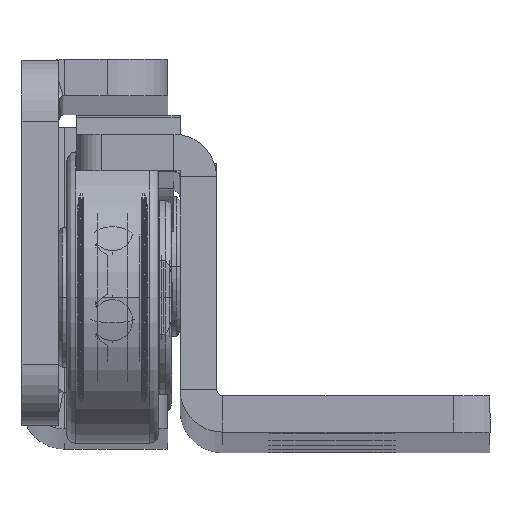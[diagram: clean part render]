
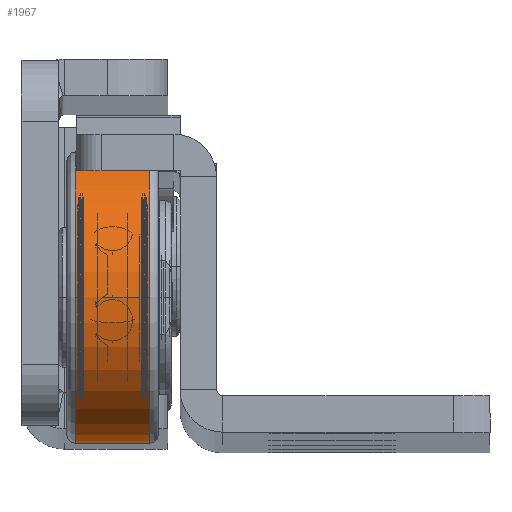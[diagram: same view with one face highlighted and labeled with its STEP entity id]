
A CAD part, top view. The second image highlights one B-rep face of the part: STEP entity #1967.
In plain terms, the highlighted cylindrical face has radius 12 mm (diameter 24 mm), a partial arc.
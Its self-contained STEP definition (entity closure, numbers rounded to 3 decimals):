
#841 = CARTESIAN_POINT ( 'NONE',  ( 3.05, 0., 0. ) ) ;
#992 = DIRECTION ( 'NONE',  ( -1., 0., 0. ) ) ;
#1565 = ORIENTED_EDGE ( 'NONE', *, *, #11890, .F. ) ;
#1939 = AXIS2_PLACEMENT_3D ( 'NONE', #841, #10423, #5786 ) ;
#1967 = ADVANCED_FACE ( 'NONE', ( #4664 ), #12939, .T. ) ;
#1968 = EDGE_CURVE ( 'NONE', #7962, #2032, #15268, .T. ) ;
#1971 = ORIENTED_EDGE ( 'NONE', *, *, #1968, .T. ) ;
#2003 = CARTESIAN_POINT ( 'NONE',  ( -3.75, 0., 0. ) ) ;
#2032 = VERTEX_POINT ( 'NONE', #2534 ) ;
#2534 = CARTESIAN_POINT ( 'NONE',  ( 3.05, -12., 0. ) ) ;
#3558 = DIRECTION ( 'NONE',  ( -1., 0., 0. ) ) ;
#4200 = AXIS2_PLACEMENT_3D ( 'NONE', #4899, #5788, #13019 ) ;
#4380 = ORIENTED_EDGE ( 'NONE', *, *, #15068, .T. ) ;
#4664 = FACE_OUTER_BOUND ( 'NONE', #7375, .T. ) ;
#4899 = CARTESIAN_POINT ( 'NONE',  ( -3.05, 0., 0. ) ) ;
#5024 = VECTOR ( 'NONE', #10060, 1000. ) ;
#5384 = VERTEX_POINT ( 'NONE', #9458 ) ;
#5786 = DIRECTION ( 'NONE',  ( 0., -1., 0. ) ) ;
#5788 = DIRECTION ( 'NONE',  ( 1., 0., 0. ) ) ;
#6101 = CARTESIAN_POINT ( 'NONE',  ( 3.05, 12., 0. ) ) ;
#6359 = EDGE_CURVE ( 'NONE', #5384, #12075, #8224, .T. ) ;
#7171 = LINE ( 'NONE', #15295, #14101 ) ;
#7375 = EDGE_LOOP ( 'NONE', ( #1565, #1971, #4380, #9037 ) ) ;
#7962 = VERTEX_POINT ( 'NONE', #6101 ) ;
#8224 = CIRCLE ( 'NONE', #4200, 12. ) ;
#9037 = ORIENTED_EDGE ( 'NONE', *, *, #6359, .T. ) ;
#9204 = CARTESIAN_POINT ( 'NONE',  ( -3.05, 12., 0. ) ) ;
#9458 = CARTESIAN_POINT ( 'NONE',  ( -3.05, -12., 0. ) ) ;
#10060 = DIRECTION ( 'NONE',  ( -1., 0., 0. ) ) ;
#10423 = DIRECTION ( 'NONE',  ( -1., 0., 0. ) ) ;
#11325 = LINE ( 'NONE', #13602, #5024 ) ;
#11614 = DIRECTION ( 'NONE',  ( 0., -1., 0. ) ) ;
#11890 = EDGE_CURVE ( 'NONE', #7962, #12075, #11325, .T. ) ;
#12075 = VERTEX_POINT ( 'NONE', #9204 ) ;
#12939 = CYLINDRICAL_SURFACE ( 'NONE', #15492, 12. ) ;
#13019 = DIRECTION ( 'NONE',  ( 0., 1., 0. ) ) ;
#13602 = CARTESIAN_POINT ( 'NONE',  ( -3.75, 12., 0. ) ) ;
#14101 = VECTOR ( 'NONE', #3558, 1000. ) ;
#15068 = EDGE_CURVE ( 'NONE', #2032, #5384, #7171, .T. ) ;
#15268 = CIRCLE ( 'NONE', #1939, 12. ) ;
#15295 = CARTESIAN_POINT ( 'NONE',  ( -3.75, -12., 0. ) ) ;
#15492 = AXIS2_PLACEMENT_3D ( 'NONE', #2003, #992, #11614 ) ;
